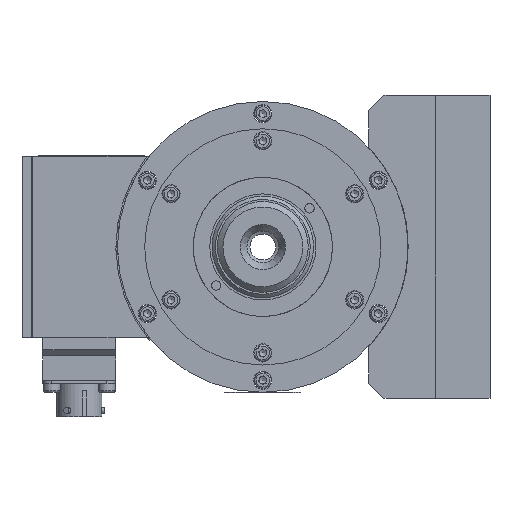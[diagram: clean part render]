
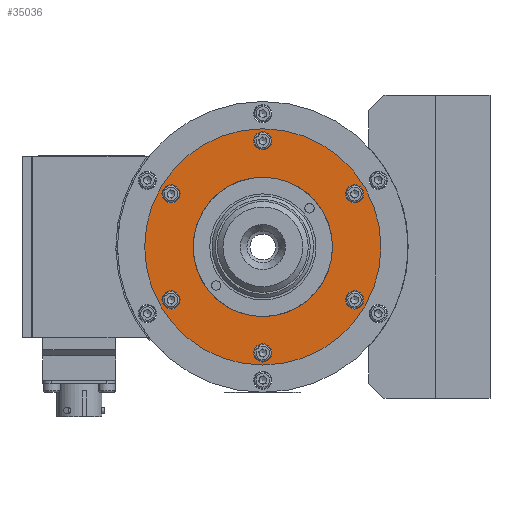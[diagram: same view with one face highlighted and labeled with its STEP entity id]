
A CAD part, left-side view. The second image highlights one B-rep face of the part: STEP entity #35036.
In plain terms, the highlighted planar face has unit normal (-1, 0, 0).
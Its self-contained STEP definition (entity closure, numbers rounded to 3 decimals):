
#2801 = FACE_BOUND ( 'NONE', #44481, .T. ) ;
#2855 = FACE_OUTER_BOUND ( 'NONE', #46604, .T. ) ;
#2894 = FACE_BOUND ( 'NONE', #48664, .T. ) ;
#2905 = FACE_BOUND ( 'NONE', #47149, .T. ) ;
#2950 = FACE_BOUND ( 'NONE', #50441, .T. ) ;
#3002 = FACE_BOUND ( 'NONE', #54038, .T. ) ;
#3127 = FACE_BOUND ( 'NONE', #50549, .T. ) ;
#3758 = CARTESIAN_POINT ( 'NONE',  ( 3., 75., 35. ) ) ;
#3895 = FACE_BOUND ( 'NONE', #45213, .T. ) ;
#4034 = CARTESIAN_POINT ( 'NONE',  ( 3., 46.189, 20.098 ) ) ;
#4229 = CARTESIAN_POINT ( 'NONE',  ( 3., 76.5, -32.402 ) ) ;
#4598 = ORIENTED_EDGE ( 'NONE', *, *, #47834, .F. ) ;
#7155 = DIRECTION ( 'NONE',  ( -1., 0., 0. ) ) ;
#7577 = ORIENTED_EDGE ( 'NONE', *, *, #48169, .F. ) ;
#7868 = DIRECTION ( 'NONE',  ( 1., 0., 0. ) ) ;
#8246 = DIRECTION ( 'NONE',  ( 0., 0.5, 0.866 ) ) ;
#8532 = CARTESIAN_POINT ( 'NONE',  ( 3., 76.5, 37.598 ) ) ;
#8720 = CARTESIAN_POINT ( 'NONE',  ( 3., 55.5, -33.775 ) ) ;
#8893 = CARTESIAN_POINT ( 'NONE',  ( 3., 44.689, 17.5 ) ) ;
#12911 = ORIENTED_EDGE ( 'NONE', *, *, #46156, .F. ) ;
#13491 = DIRECTION ( 'NONE',  ( 0., 0.5, 0.866 ) ) ;
#17116 = CARTESIAN_POINT ( 'NONE',  ( 3., 75., 0. ) ) ;
#18915 = AXIS2_PLACEMENT_3D ( 'NONE', #17116, #48190, #21658 ) ;
#19189 = AXIS2_PLACEMENT_3D ( 'NONE', #19318, #50275, #23818 ) ;
#19318 = CARTESIAN_POINT ( 'NONE',  ( 3., 75., -35. ) ) ;
#19535 = AXIS2_PLACEMENT_3D ( 'NONE', #52232, #25809, #56594 ) ;
#19712 = AXIS2_PLACEMENT_3D ( 'NONE', #53023, #26631, #57412 ) ;
#20230 = AXIS2_PLACEMENT_3D ( 'NONE', #3758, #35256, #8246 ) ;
#20659 = AXIS2_PLACEMENT_3D ( 'NONE', #8893, #40295, #13491 ) ;
#20711 = CARTESIAN_POINT ( 'NONE',  ( 3., 75., 0. ) ) ;
#20835 = AXIS2_PLACEMENT_3D ( 'NONE', #34183, #7155, #38639 ) ;
#20854 = AXIS2_PLACEMENT_3D ( 'NONE', #20711, #51621, #25182 ) ;
#21433 = CARTESIAN_POINT ( 'NONE',  ( 3., 108.775, -19.5 ) ) ;
#21658 = DIRECTION ( 'NONE',  ( 0., -0.5, -0.866 ) ) ;
#23519 = ORIENTED_EDGE ( 'NONE', *, *, #45984, .F. ) ;
#23818 = DIRECTION ( 'NONE',  ( 0., 0.5, 0.866 ) ) ;
#25182 = DIRECTION ( 'NONE',  ( 0., -0.5, -0.866 ) ) ;
#25809 = DIRECTION ( 'NONE',  ( -1., 0., 0. ) ) ;
#26561 = CARTESIAN_POINT ( 'NONE',  ( 3., 63.5, -19.919 ) ) ;
#26631 = DIRECTION ( 'NONE',  ( -1., 0., 0. ) ) ;
#30002 = AXIS2_PLACEMENT_3D ( 'NONE', #21433, #7868, #39315 ) ;
#30404 = PLANE ( 'NONE',  #30002 ) ;
#30737 = VERTEX_POINT ( 'NONE', #8720 ) ;
#30841 = VERTEX_POINT ( 'NONE', #4229 ) ;
#30976 = VERTEX_POINT ( 'NONE', #57534 ) ;
#31087 = VERTEX_POINT ( 'NONE', #53135 ) ;
#31361 = VERTEX_POINT ( 'NONE', #8532 ) ;
#31465 = VERTEX_POINT ( 'NONE', #4034 ) ;
#31643 = VERTEX_POINT ( 'NONE', #57331 ) ;
#31697 = VERTEX_POINT ( 'NONE', #26561 ) ;
#32182 = ORIENTED_EDGE ( 'NONE', *, *, #47083, .F. ) ;
#34183 = CARTESIAN_POINT ( 'NONE',  ( 3., 44.689, -17.5 ) ) ;
#35036 = ADVANCED_FACE ( 'NONE', ( #2950, #3002, #3127, #2905, #2894, #3895, #2855, #2801 ), #30404, .F. ) ;
#35256 = DIRECTION ( 'NONE',  ( -1., 0., 0. ) ) ;
#35716 = ORIENTED_EDGE ( 'NONE', *, *, #45974, .T. ) ;
#38639 = DIRECTION ( 'NONE',  ( 0., 0.5, 0.866 ) ) ;
#39315 = DIRECTION ( 'NONE',  ( 0., -0.5, -0.866 ) ) ;
#40295 = DIRECTION ( 'NONE',  ( -1., 0., 0. ) ) ;
#41323 = CIRCLE ( 'NONE', #18915, 39. ) ;
#43458 = CIRCLE ( 'NONE', #19189, 3. ) ;
#44481 = EDGE_LOOP ( 'NONE', ( #35716 ) ) ;
#45213 = EDGE_LOOP ( 'NONE', ( #4598 ) ) ;
#45699 = CIRCLE ( 'NONE', #19535, 3. ) ;
#45974 = EDGE_CURVE ( 'NONE', #31697, #31697, #54215, .T. ) ;
#45984 = EDGE_CURVE ( 'NONE', #31643, #31643, #54166, .T. ) ;
#46156 = EDGE_CURVE ( 'NONE', #31465, #31465, #53029, .T. ) ;
#46604 = EDGE_LOOP ( 'NONE', ( #7577 ) ) ;
#46657 = EDGE_CURVE ( 'NONE', #31361, #31361, #50400, .T. ) ;
#47083 = EDGE_CURVE ( 'NONE', #31087, #31087, #47972, .T. ) ;
#47149 = EDGE_LOOP ( 'NONE', ( #32182 ) ) ;
#47510 = EDGE_CURVE ( 'NONE', #30976, #30976, #45699, .T. ) ;
#47834 = EDGE_CURVE ( 'NONE', #30841, #30841, #43458, .T. ) ;
#47972 = CIRCLE ( 'NONE', #19712, 3. ) ;
#48169 = EDGE_CURVE ( 'NONE', #30737, #30737, #41323, .T. ) ;
#48190 = DIRECTION ( 'NONE',  ( 1., 0., 0. ) ) ;
#48664 = EDGE_LOOP ( 'NONE', ( #54398 ) ) ;
#50275 = DIRECTION ( 'NONE',  ( -1., 0., 0. ) ) ;
#50400 = CIRCLE ( 'NONE', #20230, 3. ) ;
#50441 = EDGE_LOOP ( 'NONE', ( #23519 ) ) ;
#50549 = EDGE_LOOP ( 'NONE', ( #52739 ) ) ;
#51621 = DIRECTION ( 'NONE',  ( 1., 0., 0. ) ) ;
#52232 = CARTESIAN_POINT ( 'NONE',  ( 3., 105.311, -17.5 ) ) ;
#52739 = ORIENTED_EDGE ( 'NONE', *, *, #46657, .F. ) ;
#53023 = CARTESIAN_POINT ( 'NONE',  ( 3., 105.311, 17.5 ) ) ;
#53029 = CIRCLE ( 'NONE', #20659, 3. ) ;
#53135 = CARTESIAN_POINT ( 'NONE',  ( 3., 106.811, 20.098 ) ) ;
#54038 = EDGE_LOOP ( 'NONE', ( #12911 ) ) ;
#54166 = CIRCLE ( 'NONE', #20835, 3. ) ;
#54215 = CIRCLE ( 'NONE', #20854, 23. ) ;
#54398 = ORIENTED_EDGE ( 'NONE', *, *, #47510, .F. ) ;
#56594 = DIRECTION ( 'NONE',  ( 0., 0.5, 0.866 ) ) ;
#57331 = CARTESIAN_POINT ( 'NONE',  ( 3., 46.189, -14.902 ) ) ;
#57412 = DIRECTION ( 'NONE',  ( 0., 0.5, 0.866 ) ) ;
#57534 = CARTESIAN_POINT ( 'NONE',  ( 3., 106.811, -14.902 ) ) ;
